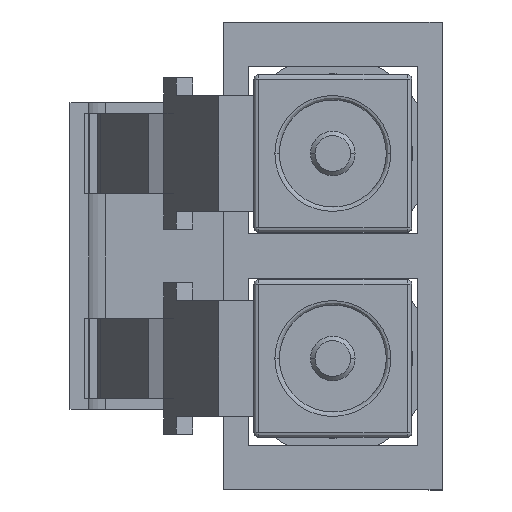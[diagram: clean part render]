
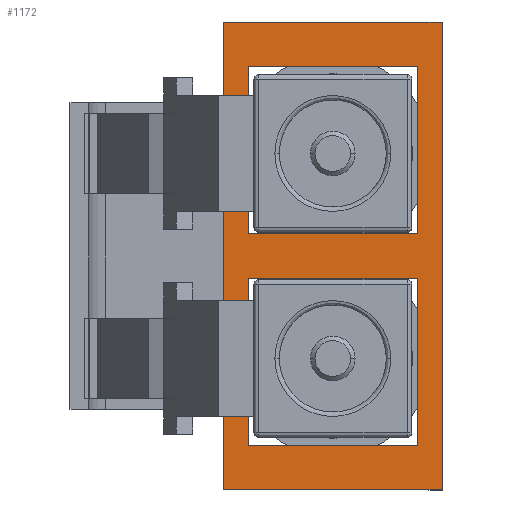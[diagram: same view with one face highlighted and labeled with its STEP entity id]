
A CAD part, left-side view. The second image highlights one B-rep face of the part: STEP entity #1172.
In plain terms, the highlighted face is planar.
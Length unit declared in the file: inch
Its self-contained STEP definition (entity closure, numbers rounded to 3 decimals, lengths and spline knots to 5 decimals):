
#15 = VERTEX_POINT ( 'NONE', #2504 ) ;
#28 = EDGE_LOOP ( 'NONE', ( #6943, #2314, #2592, #5843 ) ) ;
#37 = DIRECTION ( 'NONE',  ( 0., 0., 1. ) ) ;
#132 = EDGE_LOOP ( 'NONE', ( #1659, #4119, #2918, #1333 ) ) ;
#146 = DIRECTION ( 'NONE',  ( 0., 0., 1. ) ) ;
#300 = CARTESIAN_POINT ( 'NONE',  ( 0.2125, 0., -0.095 ) ) ;
#369 = VERTEX_POINT ( 'NONE', #6628 ) ;
#428 = CARTESIAN_POINT ( 'NONE',  ( -0.2125, 0., 0.095 ) ) ;
#447 = EDGE_CURVE ( 'NONE', #15, #731, #1814, .T. ) ;
#731 = VERTEX_POINT ( 'NONE', #6466 ) ;
#942 = FACE_OUTER_BOUND ( 'NONE', #1732, .T. ) ;
#970 = CARTESIAN_POINT ( 'NONE',  ( 0.2625, 0., -0.1225 ) ) ;
#1169 = VERTEX_POINT ( 'NONE', #8031 ) ;
#1172 = ADVANCED_FACE ( 'NONE', ( #8670, #3732, #942 ), #1734, .F. ) ;
#1183 = VERTEX_POINT ( 'NONE', #4559 ) ;
#1327 = LINE ( 'NONE', #2866, #8033 ) ;
#1333 = ORIENTED_EDGE ( 'NONE', *, *, #447, .T. ) ;
#1537 = ORIENTED_EDGE ( 'NONE', *, *, #8022, .F. ) ;
#1652 = CARTESIAN_POINT ( 'NONE',  ( -0.2625, 0., -0.1225 ) ) ;
#1659 = ORIENTED_EDGE ( 'NONE', *, *, #8081, .T. ) ;
#1723 = VERTEX_POINT ( 'NONE', #300 ) ;
#1732 = EDGE_LOOP ( 'NONE', ( #9002, #1537, #8748, #5997 ) ) ;
#1734 = PLANE ( 'NONE',  #1759 ) ;
#1759 = AXIS2_PLACEMENT_3D ( 'NONE', #1652, #2486, #6590 ) ;
#1814 = LINE ( 'NONE', #428, #6919 ) ;
#1848 = VECTOR ( 'NONE', #37, 39.37008 ) ;
#1920 = EDGE_CURVE ( 'NONE', #7503, #15, #4482, .T. ) ;
#1987 = LINE ( 'NONE', #4821, #2221 ) ;
#2060 = VECTOR ( 'NONE', #3803, 39.37008 ) ;
#2077 = DIRECTION ( 'NONE',  ( -1., 0., 0. ) ) ;
#2221 = VECTOR ( 'NONE', #4870, 39.37008 ) ;
#2302 = VERTEX_POINT ( 'NONE', #2635 ) ;
#2303 = VECTOR ( 'NONE', #2797, 39.37008 ) ;
#2314 = ORIENTED_EDGE ( 'NONE', *, *, #3496, .T. ) ;
#2382 = EDGE_CURVE ( 'NONE', #5187, #7503, #5048, .T. ) ;
#2393 = CARTESIAN_POINT ( 'NONE',  ( -0.2625, 0., -0.1225 ) ) ;
#2486 = DIRECTION ( 'NONE',  ( 0., 1., 0. ) ) ;
#2495 = EDGE_CURVE ( 'NONE', #6861, #1169, #5425, .T. ) ;
#2504 = CARTESIAN_POINT ( 'NONE',  ( -0.2125, 0., -0.095 ) ) ;
#2592 = ORIENTED_EDGE ( 'NONE', *, *, #3141, .T. ) ;
#2621 = LINE ( 'NONE', #5473, #2303 ) ;
#2635 = CARTESIAN_POINT ( 'NONE',  ( 0.025, 0., 0.095 ) ) ;
#2781 = EDGE_CURVE ( 'NONE', #1169, #369, #5846, .T. ) ;
#2797 = DIRECTION ( 'NONE',  ( -1., 0., 0. ) ) ;
#2833 = CARTESIAN_POINT ( 'NONE',  ( -0.2625, 0., -0.1225 ) ) ;
#2866 = CARTESIAN_POINT ( 'NONE',  ( 0.025, 0., -0.095 ) ) ;
#2918 = ORIENTED_EDGE ( 'NONE', *, *, #1920, .T. ) ;
#2999 = CARTESIAN_POINT ( 'NONE',  ( -0.025, 0., 0.095 ) ) ;
#3141 = EDGE_CURVE ( 'NONE', #1183, #1723, #1987, .T. ) ;
#3496 = EDGE_CURVE ( 'NONE', #2302, #1183, #4325, .T. ) ;
#3521 = VECTOR ( 'NONE', #146, 39.37008 ) ;
#3732 = FACE_BOUND ( 'NONE', #132, .T. ) ;
#3803 = DIRECTION ( 'NONE',  ( 0., 0., -1. ) ) ;
#3991 = VECTOR ( 'NONE', #8341, 39.37008 ) ;
#4085 = CARTESIAN_POINT ( 'NONE',  ( -0.025, 0., 0.095 ) ) ;
#4119 = ORIENTED_EDGE ( 'NONE', *, *, #2382, .T. ) ;
#4183 = EDGE_CURVE ( 'NONE', #7762, #6861, #5702, .T. ) ;
#4325 = LINE ( 'NONE', #7797, #3991 ) ;
#4482 = LINE ( 'NONE', #8637, #4581 ) ;
#4559 = CARTESIAN_POINT ( 'NONE',  ( 0.2125, 0., 0.095 ) ) ;
#4581 = VECTOR ( 'NONE', #5876, 39.37008 ) ;
#4784 = DIRECTION ( 'NONE',  ( 1., 0., 0. ) ) ;
#4821 = CARTESIAN_POINT ( 'NONE',  ( 0.2125, 0., 0.095 ) ) ;
#4870 = DIRECTION ( 'NONE',  ( 0., 0., -1. ) ) ;
#5048 = LINE ( 'NONE', #2999, #5468 ) ;
#5187 = VERTEX_POINT ( 'NONE', #7317 ) ;
#5425 = LINE ( 'NONE', #6764, #7229 ) ;
#5468 = VECTOR ( 'NONE', #5775, 39.37008 ) ;
#5473 = CARTESIAN_POINT ( 'NONE',  ( -0.2625, 0., -0.1225 ) ) ;
#5702 = LINE ( 'NONE', #2833, #1848 ) ;
#5775 = DIRECTION ( 'NONE',  ( 0., 0., -1. ) ) ;
#5808 = EDGE_CURVE ( 'NONE', #1723, #8354, #1327, .T. ) ;
#5843 = ORIENTED_EDGE ( 'NONE', *, *, #5808, .T. ) ;
#5846 = LINE ( 'NONE', #970, #2060 ) ;
#5876 = DIRECTION ( 'NONE',  ( -1., 0., 0. ) ) ;
#5997 = ORIENTED_EDGE ( 'NONE', *, *, #2495, .F. ) ;
#6466 = CARTESIAN_POINT ( 'NONE',  ( -0.2125, 0., 0.095 ) ) ;
#6590 = DIRECTION ( 'NONE',  ( 0., 0., 1. ) ) ;
#6628 = CARTESIAN_POINT ( 'NONE',  ( 0.2625, 0., -0.1225 ) ) ;
#6669 = CARTESIAN_POINT ( 'NONE',  ( 0.025, 0., -0.095 ) ) ;
#6764 = CARTESIAN_POINT ( 'NONE',  ( -0.2625, 0., 0.1225 ) ) ;
#6861 = VERTEX_POINT ( 'NONE', #8664 ) ;
#6879 = VECTOR ( 'NONE', #4784, 39.37008 ) ;
#6907 = LINE ( 'NONE', #4085, #6879 ) ;
#6919 = VECTOR ( 'NONE', #9070, 39.37008 ) ;
#6943 = ORIENTED_EDGE ( 'NONE', *, *, #7067, .T. ) ;
#6955 = CARTESIAN_POINT ( 'NONE',  ( 0.025, 0., 0.095 ) ) ;
#7067 = EDGE_CURVE ( 'NONE', #8354, #2302, #9032, .T. ) ;
#7229 = VECTOR ( 'NONE', #8242, 39.37008 ) ;
#7317 = CARTESIAN_POINT ( 'NONE',  ( -0.025, 0., 0.095 ) ) ;
#7503 = VERTEX_POINT ( 'NONE', #8724 ) ;
#7762 = VERTEX_POINT ( 'NONE', #2393 ) ;
#7797 = CARTESIAN_POINT ( 'NONE',  ( 0.025, 0., 0.095 ) ) ;
#8022 = EDGE_CURVE ( 'NONE', #369, #7762, #2621, .T. ) ;
#8031 = CARTESIAN_POINT ( 'NONE',  ( 0.2625, 0., 0.1225 ) ) ;
#8033 = VECTOR ( 'NONE', #2077, 39.37008 ) ;
#8081 = EDGE_CURVE ( 'NONE', #731, #5187, #6907, .T. ) ;
#8242 = DIRECTION ( 'NONE',  ( 1., 0., 0. ) ) ;
#8341 = DIRECTION ( 'NONE',  ( 1., 0., 0. ) ) ;
#8354 = VERTEX_POINT ( 'NONE', #6669 ) ;
#8637 = CARTESIAN_POINT ( 'NONE',  ( -0.025, 0., -0.095 ) ) ;
#8664 = CARTESIAN_POINT ( 'NONE',  ( -0.2625, 0., 0.1225 ) ) ;
#8670 = FACE_BOUND ( 'NONE', #28, .T. ) ;
#8724 = CARTESIAN_POINT ( 'NONE',  ( -0.025, 0., -0.095 ) ) ;
#8748 = ORIENTED_EDGE ( 'NONE', *, *, #2781, .F. ) ;
#9002 = ORIENTED_EDGE ( 'NONE', *, *, #4183, .F. ) ;
#9032 = LINE ( 'NONE', #6955, #3521 ) ;
#9070 = DIRECTION ( 'NONE',  ( 0., 0., 1. ) ) ;
